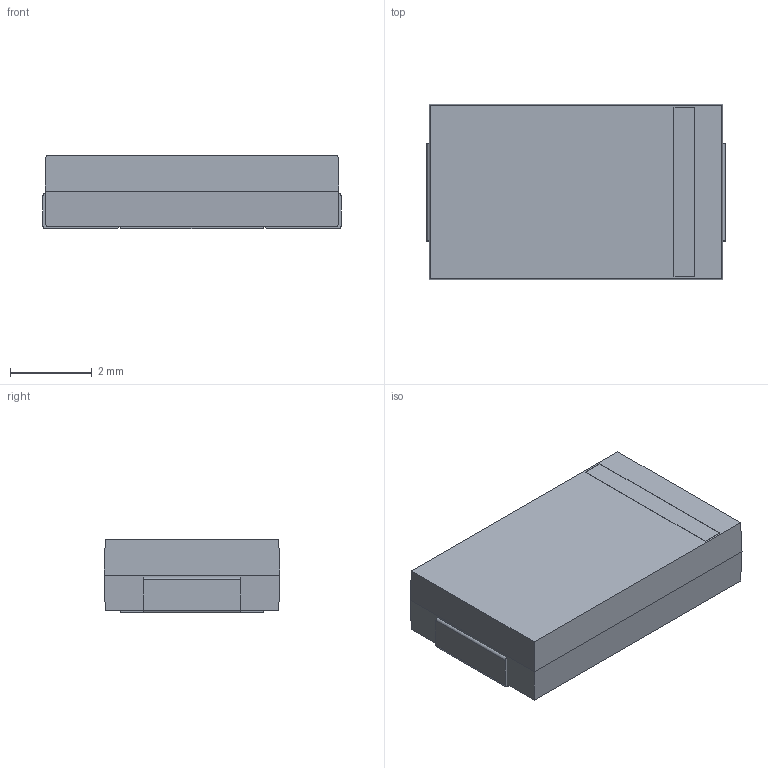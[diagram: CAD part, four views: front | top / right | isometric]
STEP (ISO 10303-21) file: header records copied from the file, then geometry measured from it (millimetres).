
FILE_DESCRIPTION(/* description */ (''),/* implementation_level */ '2;1');
FILE_NAME(/* name */ '5f3ca056ff51c311dc00a48d',/* time_stamp */ '2020-08-19T03:45:27+00:00',/* author */ (''),/* organization */ (''),/* preprocessor_version */ 'ST-DEVELOPER v16.7',/* originating_system */ $,/* authorisation */ $);
FILE_SCHEMA (('AUTOMOTIVE_DESIGN {1 0 10303 214 3 1 1}'));
Length unit declared in the file: metre
Products named in the file (4): Anode Marking; Anode Pin; Cathode Pin; Body
Bounding box: 7.3 x 4.3 x 1.81 mm (x, y, z)
Volume: 56.3 mm3; surface area: 149.7 mm2
Topology: 4 solids, 4 shells, 51 faces, 122 edges, 80 vertices
Faces by surface type: plane 39, cylinder 12
Entity records: 1575 total; most frequent: CARTESIAN_POINT 257, DIRECTION 256, ORIENTED_EDGE 244, EDGE_CURVE 122, LINE 98, VECTOR 98, VERTEX_POINT 80, AXIS2_PLACEMENT_3D 79
